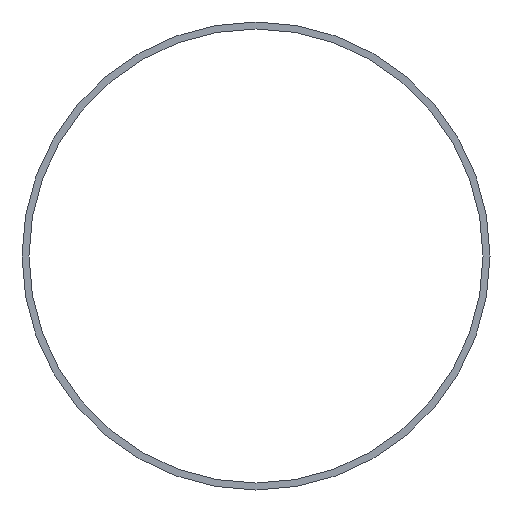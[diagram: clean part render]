
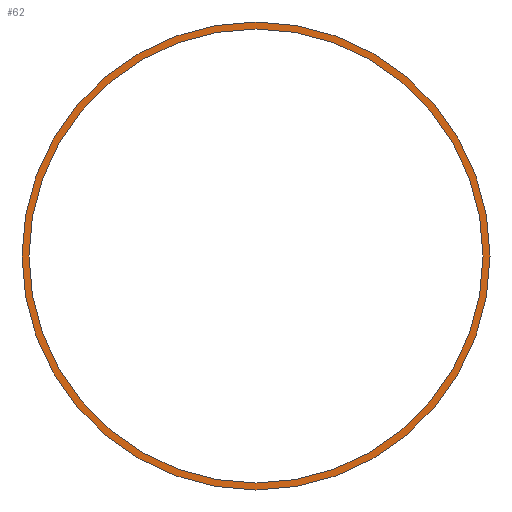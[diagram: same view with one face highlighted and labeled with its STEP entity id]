
A CAD part, left-side view. The second image highlights one B-rep face of the part: STEP entity #62.
In plain terms, the highlighted planar face has unit normal (-1, 0, 0).
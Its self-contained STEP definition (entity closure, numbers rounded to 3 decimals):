
#62=ADVANCED_FACE('',(#98,#100),#102,.T.);
#98=FACE_BOUND('',#99,.T.);
#99=EDGE_LOOP('',(#127));
#100=FACE_BOUND('',#101,.T.);
#101=EDGE_LOOP('',(#128));
#102=PLANE('',#103);
#103=AXIS2_PLACEMENT_3D('',#104,#105,#106);
#104=CARTESIAN_POINT('',(-6.3,0.,0.));
#105=DIRECTION('',(-1.,0.,0.));
#106=DIRECTION('',(0.,0.,1.));
#127=ORIENTED_EDGE('',*,*,#135,.T.);
#128=ORIENTED_EDGE('',*,*,#134,.F.);
#134=EDGE_CURVE('',#139,#139,#140,.T.);
#135=EDGE_CURVE('',#141,#141,#142,.T.);
#139=VERTEX_POINT('',#150);
#140=CIRCLE('',#151,205.);
#141=VERTEX_POINT('',#155);
#142=CIRCLE('',#156,211.3);
#150=CARTESIAN_POINT('',(-6.3,0.,205.));
#151=AXIS2_PLACEMENT_3D('',#152,#153,#154);
#152=CARTESIAN_POINT('',(-6.3,0.,0.));
#153=DIRECTION('',(-1.,0.,0.));
#154=DIRECTION('',(0.,0.,1.));
#155=CARTESIAN_POINT('',(-6.3,0.,211.3));
#156=AXIS2_PLACEMENT_3D('',#157,#158,#159);
#157=CARTESIAN_POINT('',(-6.3,0.,0.));
#158=DIRECTION('',(-1.,0.,0.));
#159=DIRECTION('',(0.,0.,1.));
